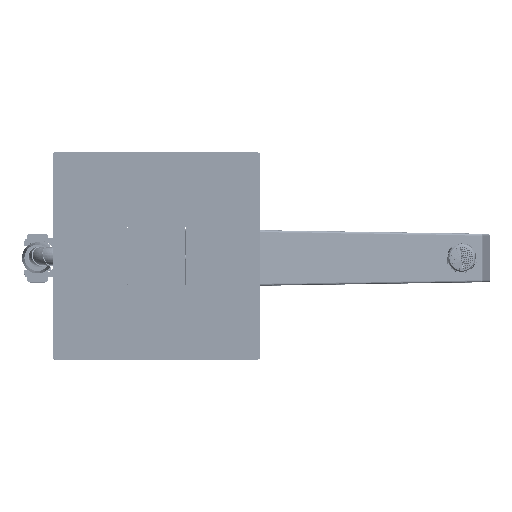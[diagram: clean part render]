
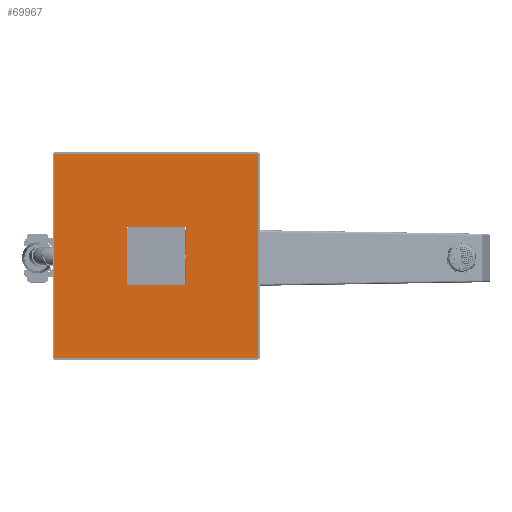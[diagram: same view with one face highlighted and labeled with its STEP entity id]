
A CAD part, top view. The second image highlights one B-rep face of the part: STEP entity #69967.
In plain terms, the highlighted planar face has unit normal (0, 0, 1).
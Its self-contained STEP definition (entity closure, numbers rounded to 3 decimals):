
#461 = VERTEX_POINT ( 'NONE', #59213 ) ;
#1769 = CARTESIAN_POINT ( 'NONE',  ( -0.3, 21.3, 687. ) ) ;
#2869 = LINE ( 'NONE', #6259, #188336 ) ;
#6259 = CARTESIAN_POINT ( 'NONE',  ( -53., -74., 687. ) ) ;
#16752 = AXIS2_PLACEMENT_3D ( 'NONE', #116240, #115123, #165522 ) ;
#20077 = CARTESIAN_POINT ( 'NONE',  ( -53., 74., 687. ) ) ;
#21469 = FACE_OUTER_BOUND ( 'NONE', #192289, .T. ) ;
#24487 = CARTESIAN_POINT ( 'NONE',  ( -0.3, -21.3, 687. ) ) ;
#45148 = VECTOR ( 'NONE', #114991, 1000. ) ;
#47222 = VERTEX_POINT ( 'NONE', #211585 ) ;
#52003 = VECTOR ( 'NONE', #174102, 1000. ) ;
#52777 = VECTOR ( 'NONE', #130533, 1000. ) ;
#54232 = DIRECTION ( 'NONE',  ( 0., -1., 0. ) ) ;
#56008 = EDGE_LOOP ( 'NONE', ( #145911, #170733, #145318, #85554 ) ) ;
#59213 = CARTESIAN_POINT ( 'NONE',  ( 95., -74., 687. ) ) ;
#61297 = PLANE ( 'NONE',  #16752 ) ;
#63114 = LINE ( 'NONE', #100877, #52003 ) ;
#65761 = CARTESIAN_POINT ( 'NONE',  ( -0.3, -21.3, 687. ) ) ;
#65788 = VERTEX_POINT ( 'NONE', #204294 ) ;
#69967 = ADVANCED_FACE ( 'NONE', ( #108587, #21469 ), #61297, .F. ) ;
#76213 = CARTESIAN_POINT ( 'NONE',  ( -0.3, 21.3, 687. ) ) ;
#85292 = VERTEX_POINT ( 'NONE', #183225 ) ;
#85436 = DIRECTION ( 'NONE',  ( 1., 0., 0. ) ) ;
#85554 = ORIENTED_EDGE ( 'NONE', *, *, #109991, .T. ) ;
#89717 = CARTESIAN_POINT ( 'NONE',  ( 42.3, 21.3, 687. ) ) ;
#89979 = DIRECTION ( 'NONE',  ( 1., 0., 0. ) ) ;
#90647 = EDGE_CURVE ( 'NONE', #65788, #225220, #107169, .T. ) ;
#96145 = CARTESIAN_POINT ( 'NONE',  ( 95., -74., 687. ) ) ;
#96720 = LINE ( 'NONE', #166602, #225157 ) ;
#100877 = CARTESIAN_POINT ( 'NONE',  ( 42.3, -21.3, 687. ) ) ;
#107169 = LINE ( 'NONE', #20077, #126153 ) ;
#108587 = FACE_BOUND ( 'NONE', #56008, .T. ) ;
#109991 = EDGE_CURVE ( 'NONE', #168333, #47222, #174784, .T. ) ;
#110232 = EDGE_CURVE ( 'NONE', #207793, #65788, #2869, .T. ) ;
#110328 = VERTEX_POINT ( 'NONE', #65761 ) ;
#111461 = VECTOR ( 'NONE', #85436, 1000. ) ;
#114991 = DIRECTION ( 'NONE',  ( 0., 1., 0. ) ) ;
#115123 = DIRECTION ( 'NONE',  ( 0., 0., -1. ) ) ;
#116240 = CARTESIAN_POINT ( 'NONE',  ( 21., 0., 687. ) ) ;
#126153 = VECTOR ( 'NONE', #89979, 1000. ) ;
#130533 = DIRECTION ( 'NONE',  ( -1., 0., 0. ) ) ;
#132207 = DIRECTION ( 'NONE',  ( 0., -1., 0. ) ) ;
#136175 = EDGE_CURVE ( 'NONE', #225220, #461, #96720, .T. ) ;
#136889 = ORIENTED_EDGE ( 'NONE', *, *, #110232, .F. ) ;
#142235 = ORIENTED_EDGE ( 'NONE', *, *, #90647, .F. ) ;
#145318 = ORIENTED_EDGE ( 'NONE', *, *, #196445, .T. ) ;
#145911 = ORIENTED_EDGE ( 'NONE', *, *, #223387, .T. ) ;
#149366 = LINE ( 'NONE', #24487, #45148 ) ;
#161831 = LINE ( 'NONE', #89717, #163154 ) ;
#163154 = VECTOR ( 'NONE', #54232, 1000. ) ;
#165522 = DIRECTION ( 'NONE',  ( 0., -1., 0. ) ) ;
#166602 = CARTESIAN_POINT ( 'NONE',  ( 95., 74., 687. ) ) ;
#168333 = VERTEX_POINT ( 'NONE', #76213 ) ;
#170733 = ORIENTED_EDGE ( 'NONE', *, *, #189226, .T. ) ;
#174102 = DIRECTION ( 'NONE',  ( -1., 0., 0. ) ) ;
#174784 = LINE ( 'NONE', #1769, #111461 ) ;
#177853 = CARTESIAN_POINT ( 'NONE',  ( -53., -74., 687. ) ) ;
#182147 = ORIENTED_EDGE ( 'NONE', *, *, #136175, .F. ) ;
#183225 = CARTESIAN_POINT ( 'NONE',  ( 42.3, -21.3, 687. ) ) ;
#188336 = VECTOR ( 'NONE', #212536, 1000. ) ;
#189226 = EDGE_CURVE ( 'NONE', #85292, #110328, #63114, .T. ) ;
#192289 = EDGE_LOOP ( 'NONE', ( #136889, #217881, #182147, #142235 ) ) ;
#196445 = EDGE_CURVE ( 'NONE', #110328, #168333, #149366, .T. ) ;
#203817 = LINE ( 'NONE', #96145, #52777 ) ;
#204294 = CARTESIAN_POINT ( 'NONE',  ( -53., 74., 687. ) ) ;
#207793 = VERTEX_POINT ( 'NONE', #177853 ) ;
#211585 = CARTESIAN_POINT ( 'NONE',  ( 42.3, 21.3, 687. ) ) ;
#212536 = DIRECTION ( 'NONE',  ( 0., 1., 0. ) ) ;
#216626 = CARTESIAN_POINT ( 'NONE',  ( 95., 74., 687. ) ) ;
#217881 = ORIENTED_EDGE ( 'NONE', *, *, #218257, .F. ) ;
#218257 = EDGE_CURVE ( 'NONE', #461, #207793, #203817, .T. ) ;
#223387 = EDGE_CURVE ( 'NONE', #47222, #85292, #161831, .T. ) ;
#225157 = VECTOR ( 'NONE', #132207, 1000. ) ;
#225220 = VERTEX_POINT ( 'NONE', #216626 ) ;
